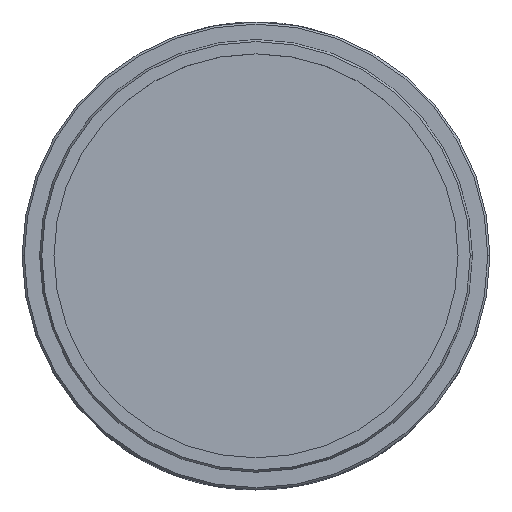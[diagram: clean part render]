
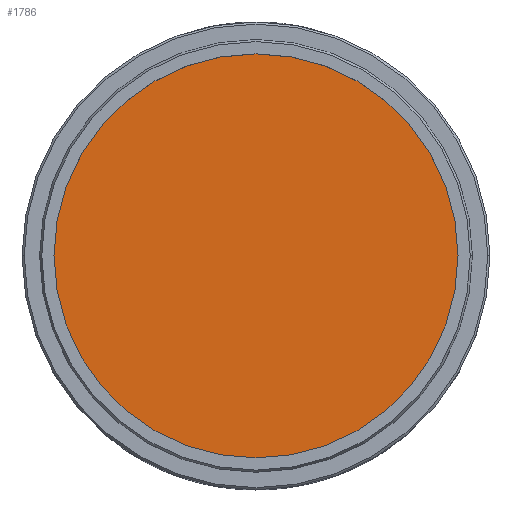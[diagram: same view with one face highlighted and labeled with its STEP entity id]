
A CAD part, top view. The second image highlights one B-rep face of the part: STEP entity #1786.
In plain terms, the highlighted planar face has unit normal (0, 0, 1).
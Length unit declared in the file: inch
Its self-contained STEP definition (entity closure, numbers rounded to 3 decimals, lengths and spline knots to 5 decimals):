
#1519 = PLANE ( 'NONE',  #12305 ) ;
#1786 = ADVANCED_FACE ( 'NONE', ( #13387 ), #1519, .F. ) ;
#2502 = ORIENTED_EDGE ( 'NONE', *, *, #3760, .F. ) ;
#2733 = DIRECTION ( 'NONE',  ( 0., 0., -1. ) ) ;
#2867 = VERTEX_POINT ( 'NONE', #15484 ) ;
#3351 = CIRCLE ( 'NONE', #4158, 1. ) ;
#3760 = EDGE_CURVE ( 'NONE', #2867, #14396, #3351, .T. ) ;
#3825 = CARTESIAN_POINT ( 'NONE',  ( 0., 0., 0.175 ) ) ;
#4158 = AXIS2_PLACEMENT_3D ( 'NONE', #12774, #5592, #13979 ) ;
#4973 = EDGE_CURVE ( 'NONE', #14396, #2867, #10077, .T. ) ;
#5592 = DIRECTION ( 'NONE',  ( 0., 0., -1. ) ) ;
#6555 = CARTESIAN_POINT ( 'NONE',  ( 0., 0., 0.175 ) ) ;
#6840 = CARTESIAN_POINT ( 'NONE',  ( -0.92373, -0.38305, 0.175 ) ) ;
#7768 = DIRECTION ( 'NONE',  ( -0.924, -0.383, 0. ) ) ;
#10077 = CIRCLE ( 'NONE', #14322, 1. ) ;
#10391 = EDGE_LOOP ( 'NONE', ( #11550, #2502 ) ) ;
#11121 = DIRECTION ( 'NONE',  ( -0.924, -0.383, 0. ) ) ;
#11550 = ORIENTED_EDGE ( 'NONE', *, *, #4973, .F. ) ;
#12305 = AXIS2_PLACEMENT_3D ( 'NONE', #3825, #2733, #11121 ) ;
#12774 = CARTESIAN_POINT ( 'NONE',  ( 0., 0., 0.175 ) ) ;
#13387 = FACE_OUTER_BOUND ( 'NONE', #10391, .T. ) ;
#13979 = DIRECTION ( 'NONE',  ( -0.924, -0.383, 0. ) ) ;
#14322 = AXIS2_PLACEMENT_3D ( 'NONE', #6555, #14929, #7768 ) ;
#14396 = VERTEX_POINT ( 'NONE', #6840 ) ;
#14929 = DIRECTION ( 'NONE',  ( 0., 0., -1. ) ) ;
#15484 = CARTESIAN_POINT ( 'NONE',  ( 0.92373, 0.38305, 0.175 ) ) ;
